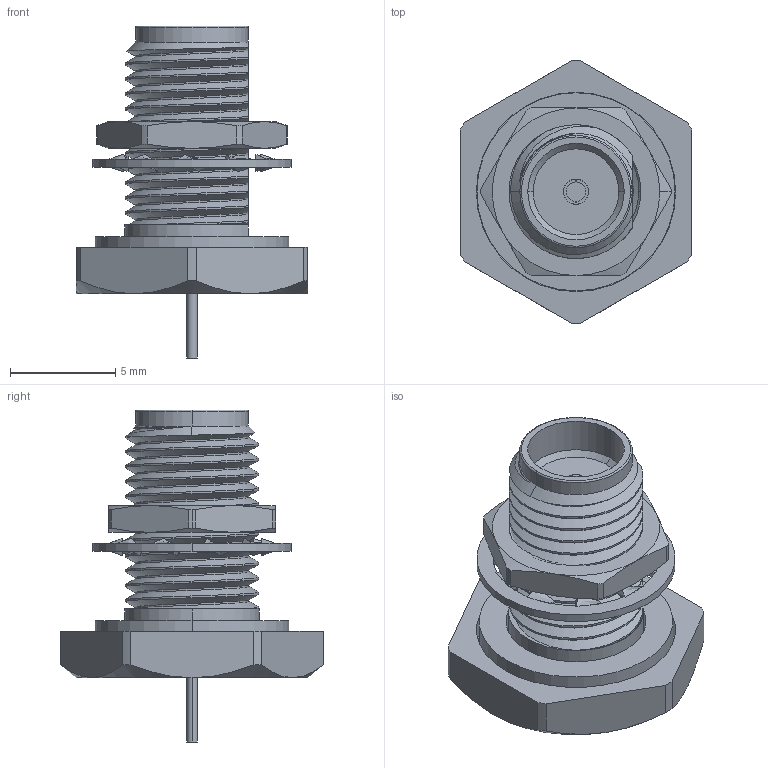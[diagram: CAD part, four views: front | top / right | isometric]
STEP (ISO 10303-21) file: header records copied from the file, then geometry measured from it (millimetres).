
FILE_DESCRIPTION (( 'STEP AP214' ), '1' );
FILE_NAME ('PE4528.STEP', '2018-12-03T15:35:06', ( '' ), ( '' ), 'SwSTEP 2.0', 'SolidWorks 2017', '' );
FILE_SCHEMA (( 'AUTOMOTIVE_DESIGN' ));
Length unit declared in the file: inch
Products named in the file (1): PE4528
Bounding box: 11 x 12.46 x 15.75 mm (x, y, z)
Volume: 528.3 mm3; surface area: 1066.3 mm2
Topology: 5 solids, 5 shells, 238 faces, 687 edges, 463 vertices
Faces by surface type: bspline 83, cylinder 74, plane 49, cone 30, torus 2
Entity records: 24842 total; most frequent: CARTESIAN_POINT 17721, ORIENTED_EDGE 1374, DIRECTION 850, EDGE_CURVE 687, VERTEX_POINT 463, AXIS2_PLACEMENT_3D 318, EDGE_LOOP 250, ADVANCED_FACE 238
